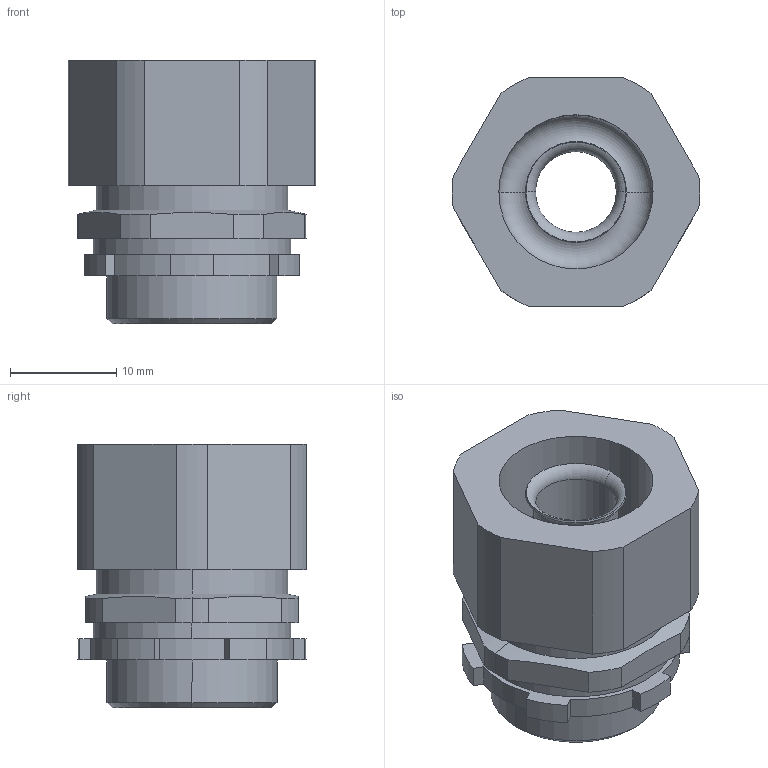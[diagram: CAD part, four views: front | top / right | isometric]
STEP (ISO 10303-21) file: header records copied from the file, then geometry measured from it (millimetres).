
FILE_DESCRIPTION (( 'STEP AP203' ), '1' );
FILE_NAME ('WNC-M16_D8.STP', '2017-09-16T07:39:11', ( '微软用户' ), ( '微软中国' ), 'SwSTEP 2.0', 'SolidWorks 2012', '' );
FILE_SCHEMA (( 'CONFIG_CONTROL_DESIGN' ));
Length unit declared in the file: millimetre
Products named in the file (1): WNC-M16_D8
Bounding box: 23.29 x 21.5 x 24.8 mm (x, y, z)
Volume: 5191 mm3; surface area: 3997.7 mm2
Topology: 1 solids, 2 shells, 90 faces, 226 edges, 143 vertices
Faces by surface type: cylinder 43, plane 31, torus 10, cone 6
Entity records: 2807 total; most frequent: DIRECTION 507, CARTESIAN_POINT 485, ORIENTED_EDGE 452, EDGE_CURVE 226, AXIS2_PLACEMENT_3D 196, VERTEX_POINT 143, LINE 115, VECTOR 115
